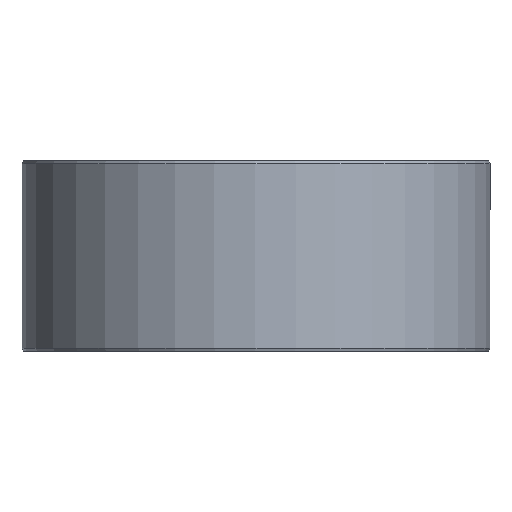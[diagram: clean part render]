
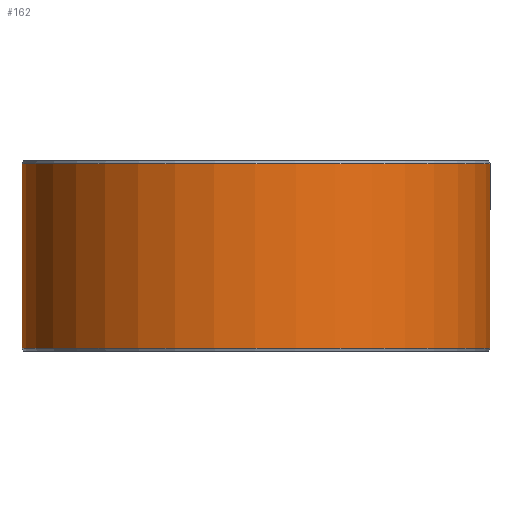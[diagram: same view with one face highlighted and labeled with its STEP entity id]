
A CAD part, front view. The second image highlights one B-rep face of the part: STEP entity #162.
In plain terms, the highlighted cylindrical face has radius 147.5 mm (diameter 295 mm), a partial arc.
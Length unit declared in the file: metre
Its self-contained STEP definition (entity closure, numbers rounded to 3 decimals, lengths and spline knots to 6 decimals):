
#162=ADVANCED_FACE('',(#185,#186),#187,.T.);
#185=FACE_OUTER_BOUND('',#211,.T.);
#186=FACE_BOUND('',#212,.T.);
#187=CYLINDRICAL_SURFACE('',#213,0.1475);
#211=EDGE_LOOP('',(#289,#290,#291,#292));
#212=EDGE_LOOP('',(#293));
#213=AXIS2_PLACEMENT_3D('',#294,#295,#296);
#289=ORIENTED_EDGE('',*,*,#314,.T.);
#290=ORIENTED_EDGE('',*,*,#323,.F.);
#291=ORIENTED_EDGE('',*,*,#309,.F.);
#292=ORIENTED_EDGE('',*,*,#324,.T.);
#293=ORIENTED_EDGE('',*,*,#327,.T.);
#294=CARTESIAN_POINT('',(0.,0.,0.0));
#295=DIRECTION('',(0.,0.0,-1.0));
#296=DIRECTION('',(-1.0,0.0,0.));
#309=EDGE_CURVE('',#341,#342,#343,.T.);
#314=EDGE_CURVE('',#351,#349,#352,.T.);
#323=EDGE_CURVE('',#342,#349,#365,.T.);
#324=EDGE_CURVE('',#341,#351,#366,.T.);
#327=EDGE_CURVE('',#370,#370,#371,.T.);
#341=VERTEX_POINT('',#389);
#342=VERTEX_POINT('',#390);
#343=CIRCLE('',#391,0.1475);
#349=VERTEX_POINT('',#399);
#351=VERTEX_POINT('',#402);
#352=CIRCLE('',#403,0.1475);
#365=LINE('',#422,#423);
#366=LINE('',#424,#425);
#370=VERTEX_POINT('',#503);
#371=B_SPLINE_CURVE_WITH_KNOTS('',3,(#504,#505,#506,#507,#508,#509,#510,#511,#512,#513,#514,#515,#516,#517,#518,#519,#520,#521,#522,#523,#524,#525,#526,#527,#528,#529,#530,#531,#532,#533,#534,#535,#536,#537,#538,#539,#540,#541,#542,#543,#544,#545,#546,#547,#548,#549,#550,#551,#552,#553,#554,#555,#556,#557,#558,#559,#560,#561,#562,#563,#564,#565,#566,#567,#568,#569,#570,#571,#572,#573,#574,#575,#576,#577),.UNSPECIFIED.,.T.,.F.,(2,2,2,2,2,2,2,2,2,2,2,2,2,2,2,2,2,2,2,2,2,2,2,2,2,2,2,2,2,2,2,2,2,2,2,2,2,2,2),(-0.000977,0.0,0.000977,0.001465,0.001954,0.002931,0.003908,0.004885,0.005862,0.006839,0.007816,0.008793,0.00977,0.010747,0.011724,0.012701,0.013189,0.013678,0.014655,0.015632,0.016609,0.017586,0.018563,0.01954,0.020517,0.021493,0.02247,0.023447,0.024424,0.024913,0.025401,0.026378,0.027355,0.028332,0.028821,0.029309,0.030286,0.031263,0.03224),.UNSPECIFIED.);
#389=CARTESIAN_POINT('',(0.002574,0.147478,0.0018));
#390=CARTESIAN_POINT('',(0.,0.1475,0.0018));
#391=AXIS2_PLACEMENT_3D('',#591,#592,#593);
#399=CARTESIAN_POINT('',(0.,0.1475,0.1182));
#402=CARTESIAN_POINT('',(0.002574,0.147478,0.1182));
#403=AXIS2_PLACEMENT_3D('',#600,#601,#602);
#422=CARTESIAN_POINT('',(0.,0.1475,0.0018));
#423=VECTOR('',#615,1.0);
#424=CARTESIAN_POINT('',(0.002574,0.147478,0.0018));
#425=VECTOR('',#616,1.0);
#503=CARTESIAN_POINT('',(0.123784,-0.08021,0.06));
#504=CARTESIAN_POINT('',(0.123784,-0.08021,0.05967));
#505=CARTESIAN_POINT('',(0.123784,-0.08021,0.06033));
#506=CARTESIAN_POINT('',(0.123802,-0.080183,0.060655));
#507=CARTESIAN_POINT('',(0.123854,-0.080103,0.061134));
#508=CARTESIAN_POINT('',(0.123875,-0.08007,0.061293));
#509=CARTESIAN_POINT('',(0.123927,-0.07999,0.061607));
#510=CARTESIAN_POINT('',(0.123957,-0.079943,0.061763));
#511=CARTESIAN_POINT('',(0.124059,-0.079785,0.062217));
#512=CARTESIAN_POINT('',(0.124142,-0.079655,0.062504));
#513=CARTESIAN_POINT('',(0.124338,-0.07935,0.063048));
#514=CARTESIAN_POINT('',(0.124452,-0.079171,0.063305));
#515=CARTESIAN_POINT('',(0.124699,-0.078782,0.063766));
#516=CARTESIAN_POINT('',(0.124833,-0.078569,0.063973));
#517=CARTESIAN_POINT('',(0.125123,-0.078106,0.064339));
#518=CARTESIAN_POINT('',(0.125277,-0.077859,0.064494));
#519=CARTESIAN_POINT('',(0.125594,-0.077347,0.064744));
#520=CARTESIAN_POINT('',(0.125759,-0.077078,0.06484));
#521=CARTESIAN_POINT('',(0.126095,-0.076527,0.064968));
#522=CARTESIAN_POINT('',(0.126263,-0.07625,0.065));
#523=CARTESIAN_POINT('',(0.126599,-0.075691,0.065));
#524=CARTESIAN_POINT('',(0.126768,-0.075406,0.064968));
#525=CARTESIAN_POINT('',(0.127095,-0.074855,0.06484));
#526=CARTESIAN_POINT('',(0.127253,-0.074586,0.064746));
#527=CARTESIAN_POINT('',(0.127558,-0.074063,0.064496));
#528=CARTESIAN_POINT('',(0.127705,-0.073809,0.064339));
#529=CARTESIAN_POINT('',(0.127975,-0.07334,0.063977));
#530=CARTESIAN_POINT('',(0.1281,-0.07312,0.063771));
#531=CARTESIAN_POINT('',(0.128331,-0.072714,0.063304));
#532=CARTESIAN_POINT('',(0.128433,-0.072534,0.063051));
#533=CARTESIAN_POINT('',(0.128567,-0.072297,0.062645));
#534=CARTESIAN_POINT('',(0.128608,-0.072224,0.062505));
#535=CARTESIAN_POINT('',(0.128684,-0.072089,0.062216));
#536=CARTESIAN_POINT('',(0.128718,-0.072027,0.062066));
#537=CARTESIAN_POINT('',(0.12881,-0.071862,0.061612));
#538=CARTESIAN_POINT('',(0.128856,-0.071779,0.0613));
#539=CARTESIAN_POINT('',(0.128919,-0.071667,0.060659));
#540=CARTESIAN_POINT('',(0.128935,-0.071639,0.060328));
#541=CARTESIAN_POINT('',(0.128935,-0.071639,0.059675));
#542=CARTESIAN_POINT('',(0.128919,-0.071666,0.059351));
#543=CARTESIAN_POINT('',(0.128857,-0.071778,0.058707));
#544=CARTESIAN_POINT('',(0.128811,-0.071862,0.05839));
#545=CARTESIAN_POINT('',(0.128689,-0.072079,0.057789));
#546=CARTESIAN_POINT('',(0.128614,-0.072214,0.057498));
#547=CARTESIAN_POINT('',(0.128434,-0.072532,0.056951));
#548=CARTESIAN_POINT('',(0.128332,-0.072713,0.056699));
#549=CARTESIAN_POINT('',(0.128105,-0.073113,0.056237));
#550=CARTESIAN_POINT('',(0.127977,-0.073336,0.056026));
#551=CARTESIAN_POINT('',(0.127706,-0.073807,0.055662));
#552=CARTESIAN_POINT('',(0.127562,-0.074056,0.055508));
#553=CARTESIAN_POINT('',(0.127257,-0.074578,0.055257));
#554=CARTESIAN_POINT('',(0.127096,-0.074852,0.055161));
#555=CARTESIAN_POINT('',(0.126771,-0.075402,0.055033));
#556=CARTESIAN_POINT('',(0.126605,-0.075681,0.055));
#557=CARTESIAN_POINT('',(0.126265,-0.076246,0.055));
#558=CARTESIAN_POINT('',(0.126096,-0.076526,0.055032));
#559=CARTESIAN_POINT('',(0.125846,-0.076935,0.055127));
#560=CARTESIAN_POINT('',(0.125764,-0.07707,0.055166));
#561=CARTESIAN_POINT('',(0.1256,-0.077337,0.055261));
#562=CARTESIAN_POINT('',(0.125518,-0.07747,0.055317));
#563=CARTESIAN_POINT('',(0.125278,-0.077857,0.055505));
#564=CARTESIAN_POINT('',(0.125126,-0.078101,0.055658));
#565=CARTESIAN_POINT('',(0.124838,-0.078561,0.05602));
#566=CARTESIAN_POINT('',(0.1247,-0.078779,0.056231));
#567=CARTESIAN_POINT('',(0.124453,-0.07917,0.056692));
#568=CARTESIAN_POINT('',(0.124341,-0.079344,0.056944));
#569=CARTESIAN_POINT('',(0.124194,-0.079575,0.057353));
#570=CARTESIAN_POINT('',(0.124147,-0.079647,0.057495));
#571=CARTESIAN_POINT('',(0.124064,-0.079777,0.057784));
#572=CARTESIAN_POINT('',(0.124026,-0.079836,0.057931));
#573=CARTESIAN_POINT('',(0.123924,-0.079994,0.058382));
#574=CARTESIAN_POINT('',(0.123872,-0.080074,0.058696));
#575=CARTESIAN_POINT('',(0.123802,-0.080183,0.059343));
#576=CARTESIAN_POINT('',(0.123784,-0.08021,0.05967));
#577=CARTESIAN_POINT('',(0.123784,-0.08021,0.06033));
#591=CARTESIAN_POINT('',(0.,0.,0.0018));
#592=DIRECTION('',(0.,0.0,-1.0));
#593=DIRECTION('',(-1.0,0.0,0.));
#600=CARTESIAN_POINT('',(0.,0.,0.1182));
#601=DIRECTION('',(0.,0.0,-1.0));
#602=DIRECTION('',(-1.0,0.0,0.));
#615=DIRECTION('',(0.,0.,1.0));
#616=DIRECTION('',(0.,0.,1.0));
